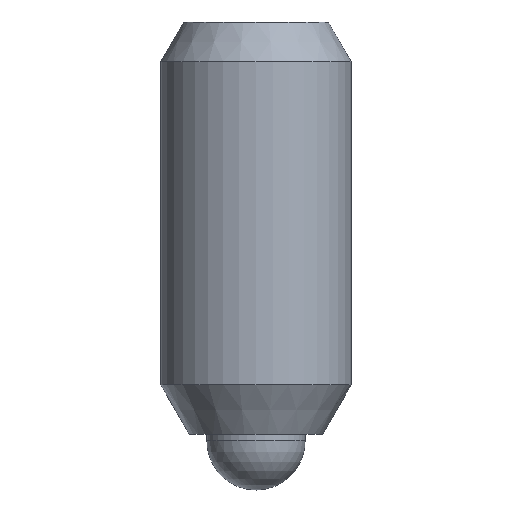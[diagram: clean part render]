
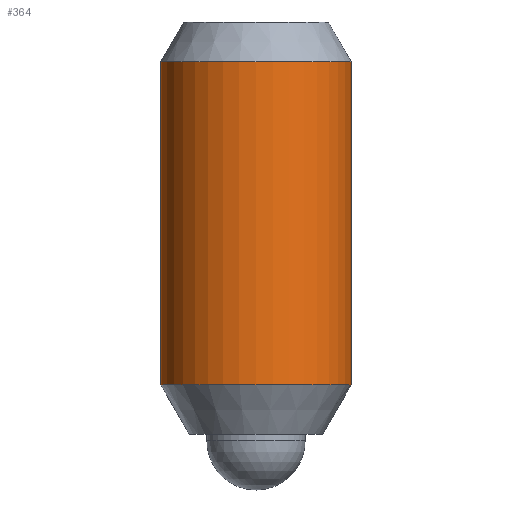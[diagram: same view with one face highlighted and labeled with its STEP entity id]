
A CAD part, front view. The second image highlights one B-rep face of the part: STEP entity #364.
In plain terms, the highlighted cylindrical face has radius 6 mm (diameter 12 mm), a partial arc.
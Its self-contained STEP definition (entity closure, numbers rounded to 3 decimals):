
#180=EDGE_CURVE('',#368,#274,#453,.T.);
#184=EDGE_CURVE('',#278,#310,#457,.T.);
#202=EDGE_CURVE('',#310,#274,#477,.T.);
#204=EDGE_CURVE('',#368,#278,#479,.T.);
#274=VERTEX_POINT('',#557);
#278=VERTEX_POINT('',#561);
#310=VERTEX_POINT('',#599);
#364=ADVANCED_FACE('',(#662),#663,.T.);
#368=VERTEX_POINT('',#667);
#453=CIRCLE('',#761,6.);
#457=CIRCLE('',#767,6.);
#477=LINE('',#793,#794);
#479=LINE('',#797,#798);
#557=CARTESIAN_POINT('',(-6.,0.,6.625));
#561=CARTESIAN_POINT('',(6.,0.,27.0));
#599=CARTESIAN_POINT('',(-6.,0.,27.0));
#662=FACE_OUTER_BOUND('',#1074,.T.);
#663=CYLINDRICAL_SURFACE('',#1075,6.);
#667=CARTESIAN_POINT('',(6.,0.,6.625));
#761=AXIS2_PLACEMENT_3D('',#1173,#1174,#1175);
#767=AXIS2_PLACEMENT_3D('',#1179,#1180,#1181);
#793=CARTESIAN_POINT('',(-6.,0.,16.813));
#794=VECTOR('',#1203,1.0);
#797=CARTESIAN_POINT('',(6.,0.,16.813));
#798=VECTOR('',#1204,1.0);
#1074=EDGE_LOOP('',(#1436,#1437,#1438,#1439));
#1075=AXIS2_PLACEMENT_3D('',#1440,#1441,#1442);
#1173=CARTESIAN_POINT('',(0.0,0.,6.625));
#1174=DIRECTION('',(-0.0,0.0,-1.0));
#1175=DIRECTION('',(-1.0,0.,0.0));
#1179=CARTESIAN_POINT('',(0.0,0.,27.0));
#1180=DIRECTION('',(-0.0,0.0,-1.0));
#1181=DIRECTION('',(-1.0,0.,0.0));
#1203=DIRECTION('',(0.0,0.0,-1.0));
#1204=DIRECTION('',(-0.0,-0.0,1.0));
#1436=ORIENTED_EDGE('',*,*,#202,.T.);
#1437=ORIENTED_EDGE('',*,*,#180,.F.);
#1438=ORIENTED_EDGE('',*,*,#204,.T.);
#1439=ORIENTED_EDGE('',*,*,#184,.T.);
#1440=CARTESIAN_POINT('',(0.0,0.,16.813));
#1441=DIRECTION('',(0.0,-0.0,1.0));
#1442=DIRECTION('',(-1.0,0.,0.0));
